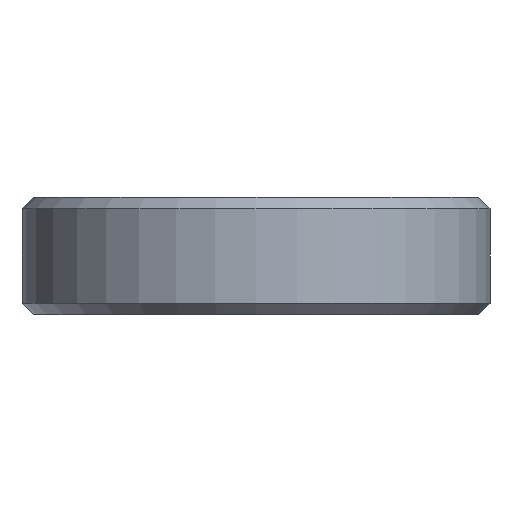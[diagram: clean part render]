
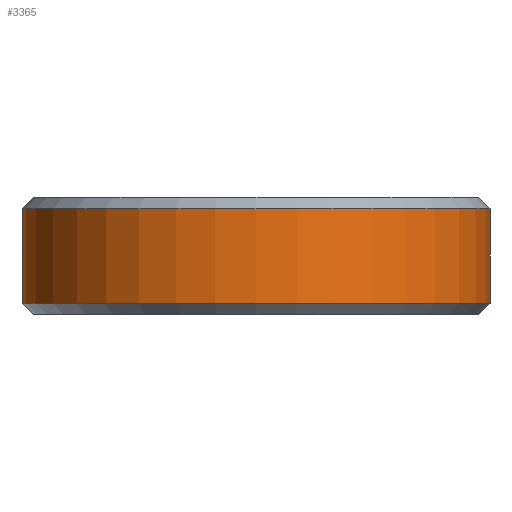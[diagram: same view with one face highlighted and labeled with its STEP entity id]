
A CAD part, left-side view. The second image highlights one B-rep face of the part: STEP entity #3365.
In plain terms, the highlighted cylindrical face has radius 6.25 mm (diameter 12.5 mm), a partial arc.
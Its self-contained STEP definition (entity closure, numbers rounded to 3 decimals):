
#382 = CONICAL_SURFACE('',#383,6.25,0.785);
#383 = AXIS2_PLACEMENT_3D('',#384,#385,#386);
#384 = CARTESIAN_POINT('',(0.,0.,0.3));
#385 = DIRECTION('',(0.,0.,1.));
#386 = DIRECTION('',(0.,1.,0.));
#1766 = VERTEX_POINT('',#1767);
#1767 = CARTESIAN_POINT('',(0.,-6.25,0.3));
#1802 = PLANE('',#1803);
#1803 = AXIS2_PLACEMENT_3D('',#1804,#1805,#1806);
#1804 = CARTESIAN_POINT('',(225.,-6.25,0.));
#1805 = DIRECTION('',(0.,-1.,0.));
#1806 = DIRECTION('',(-1.,0.,0.));
#1820 = VERTEX_POINT('',#1821);
#1821 = CARTESIAN_POINT('',(0.,6.25,0.3));
#1841 = EDGE_CURVE('',#1820,#1766,#1842,.T.);
#1842 = SURFACE_CURVE('',#1843,(#1848,#1855),.PCURVE_S1.);
#1843 = CIRCLE('',#1844,6.25);
#1844 = AXIS2_PLACEMENT_3D('',#1845,#1846,#1847);
#1845 = CARTESIAN_POINT('',(0.,0.,0.3));
#1846 = DIRECTION('',(0.,-0.,1.));
#1847 = DIRECTION('',(0.,1.,0.));
#1848 = PCURVE('',#382,#1849);
#1849 = DEFINITIONAL_REPRESENTATION('',(#1850),#1854);
#1850 = LINE('',#1851,#1852);
#1851 = CARTESIAN_POINT('',(0.,-0.));
#1852 = VECTOR('',#1853,1.);
#1853 = DIRECTION('',(1.,-0.));
#1854 = ( GEOMETRIC_REPRESENTATION_CONTEXT(2) 
PARAMETRIC_REPRESENTATION_CONTEXT() REPRESENTATION_CONTEXT('2D SPACE',''
  ) );
#1855 = PCURVE('',#1856,#1861);
#1856 = CYLINDRICAL_SURFACE('',#1857,6.25);
#1857 = AXIS2_PLACEMENT_3D('',#1858,#1859,#1860);
#1858 = CARTESIAN_POINT('',(0.,0.,0.));
#1859 = DIRECTION('',(-0.,-0.,-1.));
#1860 = DIRECTION('',(1.,0.,0.));
#1861 = DEFINITIONAL_REPRESENTATION('',(#1862),#1866);
#1862 = LINE('',#1863,#1864);
#1863 = CARTESIAN_POINT('',(-1.571,-0.3));
#1864 = VECTOR('',#1865,1.);
#1865 = DIRECTION('',(-1.,0.));
#1866 = ( GEOMETRIC_REPRESENTATION_CONTEXT(2) 
PARAMETRIC_REPRESENTATION_CONTEXT() REPRESENTATION_CONTEXT('2D SPACE',''
  ) );
#1888 = PLANE('',#1889);
#1889 = AXIS2_PLACEMENT_3D('',#1890,#1891,#1892);
#1890 = CARTESIAN_POINT('',(225.,6.25,0.));
#1891 = DIRECTION('',(0.,-1.,0.));
#1892 = DIRECTION('',(-1.,0.,0.));
#3317 = VERTEX_POINT('',#3318);
#3318 = CARTESIAN_POINT('',(0.,-6.25,2.825));
#3344 = EDGE_CURVE('',#1766,#3317,#3345,.T.);
#3345 = SURFACE_CURVE('',#3346,(#3350,#3357),.PCURVE_S1.);
#3346 = LINE('',#3347,#3348);
#3347 = CARTESIAN_POINT('',(0.,-6.25,0.));
#3348 = VECTOR('',#3349,1.);
#3349 = DIRECTION('',(0.,0.,1.));
#3350 = PCURVE('',#1802,#3351);
#3351 = DEFINITIONAL_REPRESENTATION('',(#3352),#3356);
#3352 = LINE('',#3353,#3354);
#3353 = CARTESIAN_POINT('',(225.,0.));
#3354 = VECTOR('',#3355,1.);
#3355 = DIRECTION('',(0.,-1.));
#3356 = ( GEOMETRIC_REPRESENTATION_CONTEXT(2) 
PARAMETRIC_REPRESENTATION_CONTEXT() REPRESENTATION_CONTEXT('2D SPACE',''
  ) );
#3357 = PCURVE('',#1856,#3358);
#3358 = DEFINITIONAL_REPRESENTATION('',(#3359),#3363);
#3359 = LINE('',#3360,#3361);
#3360 = CARTESIAN_POINT('',(-4.712,0.));
#3361 = VECTOR('',#3362,1.);
#3362 = DIRECTION('',(-0.,-1.));
#3363 = ( GEOMETRIC_REPRESENTATION_CONTEXT(2) 
PARAMETRIC_REPRESENTATION_CONTEXT() REPRESENTATION_CONTEXT('2D SPACE',''
  ) );
#3365 = ADVANCED_FACE('',(#3366),#1856,.T.);
#3366 = FACE_BOUND('',#3367,.F.);
#3367 = EDGE_LOOP('',(#3368,#3391,#3418,#3419));
#3368 = ORIENTED_EDGE('',*,*,#3369,.T.);
#3369 = EDGE_CURVE('',#1820,#3370,#3372,.T.);
#3370 = VERTEX_POINT('',#3371);
#3371 = CARTESIAN_POINT('',(0.,6.25,2.825));
#3372 = SURFACE_CURVE('',#3373,(#3377,#3384),.PCURVE_S1.);
#3373 = LINE('',#3374,#3375);
#3374 = CARTESIAN_POINT('',(0.,6.25,0.));
#3375 = VECTOR('',#3376,1.);
#3376 = DIRECTION('',(0.,0.,1.));
#3377 = PCURVE('',#1856,#3378);
#3378 = DEFINITIONAL_REPRESENTATION('',(#3379),#3383);
#3379 = LINE('',#3380,#3381);
#3380 = CARTESIAN_POINT('',(-1.571,0.));
#3381 = VECTOR('',#3382,1.);
#3382 = DIRECTION('',(-0.,-1.));
#3383 = ( GEOMETRIC_REPRESENTATION_CONTEXT(2) 
PARAMETRIC_REPRESENTATION_CONTEXT() REPRESENTATION_CONTEXT('2D SPACE',''
  ) );
#3384 = PCURVE('',#1888,#3385);
#3385 = DEFINITIONAL_REPRESENTATION('',(#3386),#3390);
#3386 = LINE('',#3387,#3388);
#3387 = CARTESIAN_POINT('',(225.,0.));
#3388 = VECTOR('',#3389,1.);
#3389 = DIRECTION('',(0.,-1.));
#3390 = ( GEOMETRIC_REPRESENTATION_CONTEXT(2) 
PARAMETRIC_REPRESENTATION_CONTEXT() REPRESENTATION_CONTEXT('2D SPACE',''
  ) );
#3391 = ORIENTED_EDGE('',*,*,#3392,.T.);
#3392 = EDGE_CURVE('',#3370,#3317,#3393,.T.);
#3393 = SURFACE_CURVE('',#3394,(#3399,#3406),.PCURVE_S1.);
#3394 = CIRCLE('',#3395,6.25);
#3395 = AXIS2_PLACEMENT_3D('',#3396,#3397,#3398);
#3396 = CARTESIAN_POINT('',(0.,0.,2.825));
#3397 = DIRECTION('',(0.,-0.,1.));
#3398 = DIRECTION('',(0.,1.,0.));
#3399 = PCURVE('',#1856,#3400);
#3400 = DEFINITIONAL_REPRESENTATION('',(#3401),#3405);
#3401 = LINE('',#3402,#3403);
#3402 = CARTESIAN_POINT('',(-1.571,-2.825));
#3403 = VECTOR('',#3404,1.);
#3404 = DIRECTION('',(-1.,0.));
#3405 = ( GEOMETRIC_REPRESENTATION_CONTEXT(2) 
PARAMETRIC_REPRESENTATION_CONTEXT() REPRESENTATION_CONTEXT('2D SPACE',''
  ) );
#3406 = PCURVE('',#3407,#3412);
#3407 = CONICAL_SURFACE('',#3408,6.25,0.785);
#3408 = AXIS2_PLACEMENT_3D('',#3409,#3410,#3411);
#3409 = CARTESIAN_POINT('',(0.,0.,2.825));
#3410 = DIRECTION('',(-0.,-0.,-1.));
#3411 = DIRECTION('',(0.,1.,0.));
#3412 = DEFINITIONAL_REPRESENTATION('',(#3413),#3417);
#3413 = LINE('',#3414,#3415);
#3414 = CARTESIAN_POINT('',(-0.,-0.));
#3415 = VECTOR('',#3416,1.);
#3416 = DIRECTION('',(-1.,-0.));
#3417 = ( GEOMETRIC_REPRESENTATION_CONTEXT(2) 
PARAMETRIC_REPRESENTATION_CONTEXT() REPRESENTATION_CONTEXT('2D SPACE',''
  ) );
#3418 = ORIENTED_EDGE('',*,*,#3344,.F.);
#3419 = ORIENTED_EDGE('',*,*,#1841,.F.);
